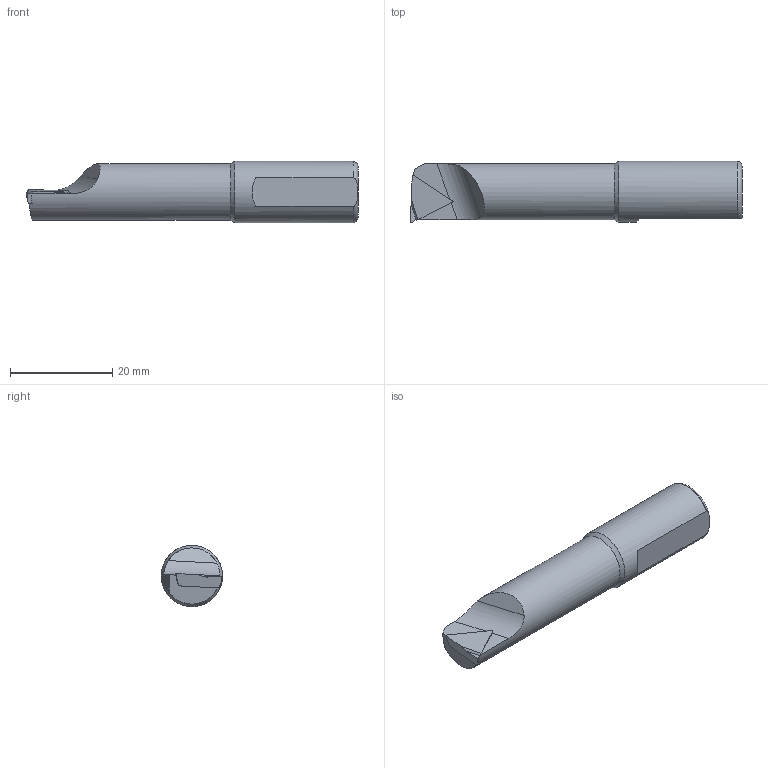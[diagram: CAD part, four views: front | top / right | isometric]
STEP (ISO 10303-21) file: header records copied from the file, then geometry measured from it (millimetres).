
FILE_DESCRIPTION(/* description */ (''),/* implementation_level */ '2;1');
FILE_NAME(/* name */ 'STUPR-D12x18-40.stp',/* time_stamp */ '2023-10-19T13:14:57+03:00',/* author */ (''),/* organization */ (''),/* preprocessor_version */ 'ST-DEVELOPER v19.4',/* originating_system */ 'SIEMENS PLM Software NX2306.3001',/* authorisation */ '');
FILE_SCHEMA (('AP203_CONFIGURATION_CONTROLLED_3D_DESIGN_OF_MECHANICAL_PARTS_AND_ASSEMBLIES_MIM_LF { 1 0 10303 403 2 1 2}'));
Length unit declared in the file: millimetre
Products named in the file (1): model1
Bounding box: 64.97 x 12.06 x 12 mm (x, y, z)
Volume: 5976.2 mm3; surface area: 2528.9 mm2
Topology: 2 solids, 2 shells, 27 faces, 70 edges, 44 vertices
Faces by surface type: plane 18, cone 5, cylinder 3, torus 1
Full cylindrical faces by diameter (mm): 11 x1, 12 x1
Entity records: 855 total; most frequent: CARTESIAN_POINT 158, DIRECTION 126, ORIENTED_EDGE 120, EDGE_CURVE 60, AXIS2_PLACEMENT_3D 43, VERTEX_POINT 41, LINE 40, VECTOR 40
